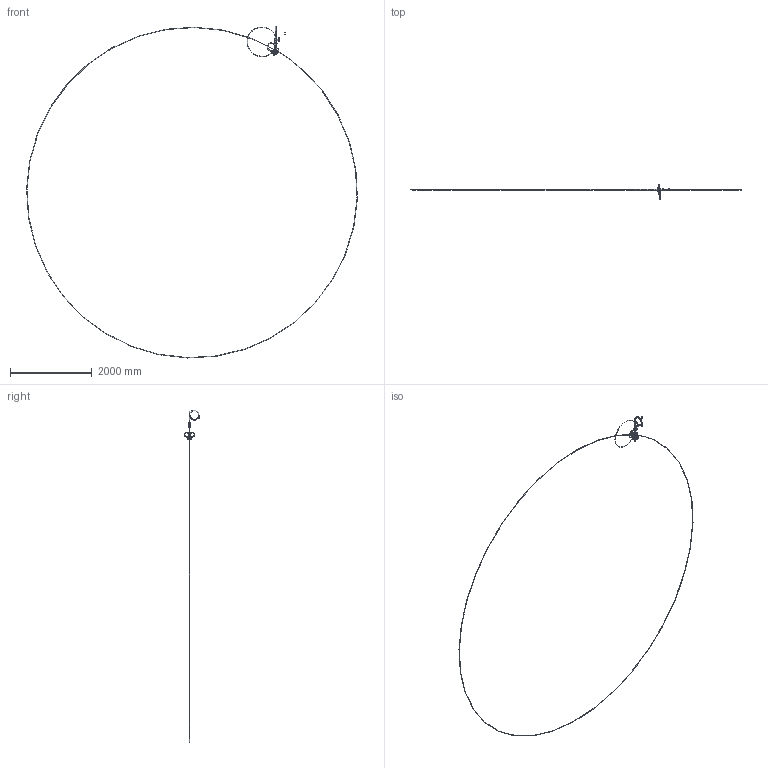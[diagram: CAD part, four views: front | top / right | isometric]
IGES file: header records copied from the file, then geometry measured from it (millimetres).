
Start section: C
Global section: file name: FKM14.igs; native system: By Siemens PLM Incorporated; preprocessor: XPlus GENERIC/IGES 19.0.9; author: Author; organization: Title; date: 20170522.162226; units: millimetre
Bounding box: 8102.18 x 367.25 x 8132.16 mm (x, y, z)
Volume: 2842057.6 mm3; surface area: 1124092.9 mm2
Topology: 40 solids, 40 shells, 1724 faces, 4098 edges, 2511 vertices
Faces by surface type: plane 823, cylinder 435, torus 252, bspline 124, cone 62, sphere 22, revolution 4, extrusion 2
Full cylindrical faces by diameter (mm): 1.3 x18, 2 x1, 3.4 x2, 4 x6, 5.2 x12, 5.3 x2, 5.8 x4, 6 x2, 7 x13, 7.2 x5, 8 x1, 8.2 x2, 8.6 x2, 9 x5, 9.501 x3, 9.56 x6, 10 x13, 10.5 x5, 10.7 x2, 10.917 x3, 11 x2, 11.5 x2, 11.501 x5, 12 x1, 13 x3, 13.917 x2, 14 x1, 14.4 x2, 14.6 x2, 14.95 x2
